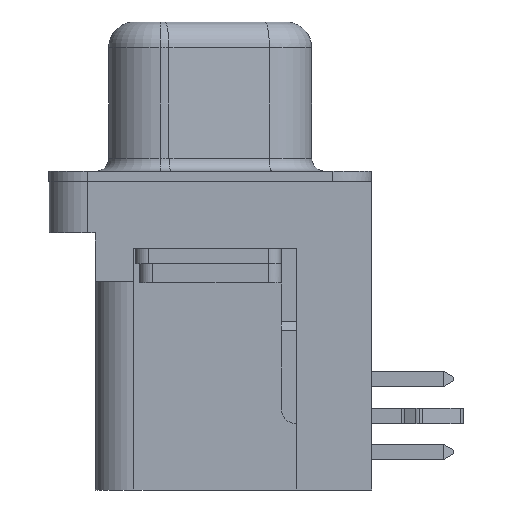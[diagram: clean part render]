
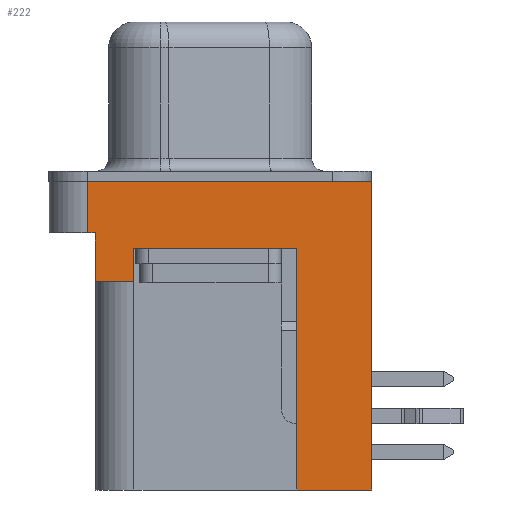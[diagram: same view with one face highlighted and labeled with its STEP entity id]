
A CAD part, left-side view. The second image highlights one B-rep face of the part: STEP entity #222.
In plain terms, the highlighted planar face has unit normal (-1, 0, 0).
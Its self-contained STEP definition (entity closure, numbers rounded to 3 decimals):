
#222 = ADVANCED_FACE ( 'NONE', ( #4485 ), #5449, .T. ) ;
#1014 = AXIS2_PLACEMENT_3D ( 'NONE', #5468, #5469, #5470 ) ;
#1904 = ORIENTED_EDGE ( 'NONE', *, *, #12495, .F. ) ;
#1905 = ORIENTED_EDGE ( 'NONE', *, *, #12311, .T. ) ;
#1906 = ORIENTED_EDGE ( 'NONE', *, *, #12203, .T. ) ;
#1908 = ORIENTED_EDGE ( 'NONE', *, *, #12525, .T. ) ;
#1909 = ORIENTED_EDGE ( 'NONE', *, *, #12264, .F. ) ;
#1910 = ORIENTED_EDGE ( 'NONE', *, *, #12496, .F. ) ;
#1911 = ORIENTED_EDGE ( 'NONE', *, *, #12314, .F. ) ;
#1912 = ORIENTED_EDGE ( 'NONE', *, *, #12268, .T. ) ;
#1914 = ORIENTED_EDGE ( 'NONE', *, *, #12274, .T. ) ;
#1916 = ORIENTED_EDGE ( 'NONE', *, *, #13188, .T. ) ;
#1918 = ORIENTED_EDGE ( 'NONE', *, *, #10764, .T. ) ;
#2762 = EDGE_LOOP ( 'NONE', ( #1918, #1916, #1914, #1912, #1911, #1910, #1909, #1908, #1906, #1905, #1904 ) ) ;
#3265 = VERTEX_POINT ( 'NONE', #9842 ) ;
#3268 = VERTEX_POINT ( 'NONE', #9845 ) ;
#3299 = VERTEX_POINT ( 'NONE', #9876 ) ;
#3328 = VERTEX_POINT ( 'NONE', #9905 ) ;
#3340 = VERTEX_POINT ( 'NONE', #9917 ) ;
#3354 = VERTEX_POINT ( 'NONE', #9931 ) ;
#3355 = VERTEX_POINT ( 'NONE', #9932 ) ;
#3357 = VERTEX_POINT ( 'NONE', #9934 ) ;
#3358 = VERTEX_POINT ( 'NONE', #9935 ) ;
#3360 = VERTEX_POINT ( 'NONE', #9936 ) ;
#3361 = VERTEX_POINT ( 'NONE', #9937 ) ;
#4485 = FACE_OUTER_BOUND ( 'NONE', #2762, .T. ) ;
#5449 = PLANE ( 'NONE',  #1014 ) ;
#5468 = CARTESIAN_POINT ( 'NONE',  ( -19.56, 0., -12. ) ) ;
#5469 = DIRECTION ( 'NONE',  ( -1., 0., 0. ) ) ;
#5470 = DIRECTION ( 'NONE',  ( 0., -1., 0. ) ) ;
#8644 = LINE ( 'NONE', #10817, #8649 ) ;
#8648 = LINE ( 'NONE', #10824, #8655 ) ;
#8649 = VECTOR ( 'NONE', #10825, 1000. ) ;
#8655 = VECTOR ( 'NONE', #10830, 1000. ) ;
#8676 = LINE ( 'NONE', #10855, #8678 ) ;
#8678 = VECTOR ( 'NONE', #10856, 1000. ) ;
#8679 = LINE ( 'NONE', #10867, #8682 ) ;
#8682 = VECTOR ( 'NONE', #10868, 1000. ) ;
#8683 = LINE ( 'NONE', #10871, #8686 ) ;
#8686 = VECTOR ( 'NONE', #10872, 1000. ) ;
#8697 = LINE ( 'NONE', #10883, #8700 ) ;
#8699 = LINE ( 'NONE', #10885, #8702 ) ;
#8700 = VECTOR ( 'NONE', #10884, 1000. ) ;
#8702 = VECTOR ( 'NONE', #10886, 1000. ) ;
#8741 = LINE ( 'NONE', #10945, #8744 ) ;
#8743 = LINE ( 'NONE', #10947, #8746 ) ;
#8744 = VECTOR ( 'NONE', #10946, 1000. ) ;
#8746 = VECTOR ( 'NONE', #10948, 1000. ) ;
#8790 = LINE ( 'NONE', #10999, #8793 ) ;
#8793 = VECTOR ( 'NONE', #11000, 1000. ) ;
#9842 = CARTESIAN_POINT ( 'NONE',  ( -19.56, 2.92, -2.6 ) ) ;
#9845 = CARTESIAN_POINT ( 'NONE',  ( -19.56, 2.92, -12. ) ) ;
#9876 = CARTESIAN_POINT ( 'NONE',  ( -19.56, 9.25, -2.6 ) ) ;
#9905 = CARTESIAN_POINT ( 'NONE',  ( -19.56, 0., -12. ) ) ;
#9917 = CARTESIAN_POINT ( 'NONE',  ( -19.56, 0., 0. ) ) ;
#9931 = CARTESIAN_POINT ( 'NONE',  ( -19.56, 11.05, -2. ) ) ;
#9932 = CARTESIAN_POINT ( 'NONE',  ( -19.56, 11.05, 0. ) ) ;
#9934 = CARTESIAN_POINT ( 'NONE',  ( -19.56, 10.75, -2. ) ) ;
#9935 = CARTESIAN_POINT ( 'NONE',  ( -19.56, 1.337, 0. ) ) ;
#9936 = CARTESIAN_POINT ( 'NONE',  ( -19.56, 10.75, -3.9 ) ) ;
#9937 = CARTESIAN_POINT ( 'NONE',  ( -19.56, 9.25, -3.9 ) ) ;
#10764 = EDGE_CURVE ( 'NONE', #3299, #3265, #8644, .T. ) ;
#10817 = CARTESIAN_POINT ( 'NONE',  ( -19.56, 0., -2.6 ) ) ;
#10824 = CARTESIAN_POINT ( 'NONE',  ( -19.56, 10.75, -2. ) ) ;
#10825 = DIRECTION ( 'NONE',  ( 0., -1., 0. ) ) ;
#10830 = DIRECTION ( 'NONE',  ( 0., 0., -1. ) ) ;
#10855 = CARTESIAN_POINT ( 'NONE',  ( -19.56, 11.05, -12. ) ) ;
#10856 = DIRECTION ( 'NONE',  ( 0., 0., 1. ) ) ;
#10867 = CARTESIAN_POINT ( 'NONE',  ( -19.56, 0., -12. ) ) ;
#10868 = DIRECTION ( 'NONE',  ( 0., 0., 1. ) ) ;
#10871 = CARTESIAN_POINT ( 'NONE',  ( -19.56, 0., -12. ) ) ;
#10872 = DIRECTION ( 'NONE',  ( 0., -1., 0. ) ) ;
#10883 = CARTESIAN_POINT ( 'NONE',  ( -19.56, 0., -3.9 ) ) ;
#10884 = DIRECTION ( 'NONE',  ( 0., -1., 0. ) ) ;
#10885 = CARTESIAN_POINT ( 'NONE',  ( -19.56, 0., 0. ) ) ;
#10886 = DIRECTION ( 'NONE',  ( 0., -1., 0. ) ) ;
#10945 = CARTESIAN_POINT ( 'NONE',  ( -19.56, 9.25, -2.6 ) ) ;
#10946 = DIRECTION ( 'NONE',  ( 0., 0., -1. ) ) ;
#10947 = CARTESIAN_POINT ( 'NONE',  ( -19.56, 0., 0. ) ) ;
#10948 = DIRECTION ( 'NONE',  ( 0., -1., 0. ) ) ;
#10999 = CARTESIAN_POINT ( 'NONE',  ( -19.56, 0., -2. ) ) ;
#11000 = DIRECTION ( 'NONE',  ( 0., -1., 0. ) ) ;
#11763 = CARTESIAN_POINT ( 'NONE',  ( -19.56, 2.92, -3.9 ) ) ;
#11764 = DIRECTION ( 'NONE',  ( 0., 0., -1. ) ) ;
#12203 = EDGE_CURVE ( 'NONE', #3357, #3360, #8648, .T. ) ;
#12264 = EDGE_CURVE ( 'NONE', #3354, #3355, #8676, .T. ) ;
#12268 = EDGE_CURVE ( 'NONE', #3328, #3340, #8679, .T. ) ;
#12274 = EDGE_CURVE ( 'NONE', #3268, #3328, #8683, .T. ) ;
#12311 = EDGE_CURVE ( 'NONE', #3360, #3361, #8697, .T. ) ;
#12314 = EDGE_CURVE ( 'NONE', #3358, #3340, #8699, .T. ) ;
#12395 = LINE ( 'NONE', #11763, #12397 ) ;
#12397 = VECTOR ( 'NONE', #11764, 1000. ) ;
#12495 = EDGE_CURVE ( 'NONE', #3299, #3361, #8741, .T. ) ;
#12496 = EDGE_CURVE ( 'NONE', #3355, #3358, #8743, .T. ) ;
#12525 = EDGE_CURVE ( 'NONE', #3354, #3357, #8790, .T. ) ;
#13188 = EDGE_CURVE ( 'NONE', #3265, #3268, #12395, .T. ) ;
